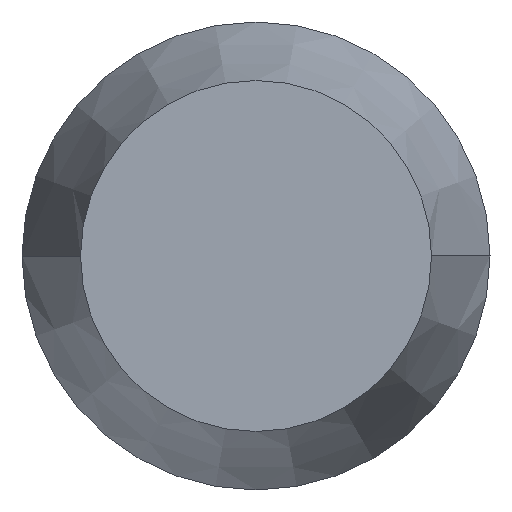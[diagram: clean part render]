
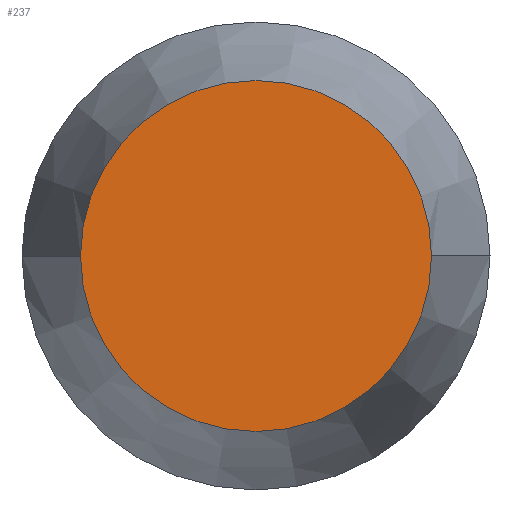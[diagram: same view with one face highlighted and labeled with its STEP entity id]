
A CAD part, front view. The second image highlights one B-rep face of the part: STEP entity #237.
In plain terms, the highlighted planar face has unit normal (0, -1, 0).
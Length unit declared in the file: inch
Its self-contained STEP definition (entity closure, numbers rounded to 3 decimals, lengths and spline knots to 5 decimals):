
#10 = DIRECTION ( 'NONE',  ( 0., -1., 0. ) ) ;
#54 = CIRCLE ( 'NONE', #289, 0.09375 ) ;
#57 = DIRECTION ( 'NONE',  ( 0., 0., -1. ) ) ;
#79 = CIRCLE ( 'NONE', #238, 0.09375 ) ;
#95 = CARTESIAN_POINT ( 'NONE',  ( 0., 0., 0. ) ) ;
#99 = DIRECTION ( 'NONE',  ( 0., 0., -1. ) ) ;
#100 = ORIENTED_EDGE ( 'NONE', *, *, #233, .T. ) ;
#118 = FACE_OUTER_BOUND ( 'NONE', #174, .T. ) ;
#122 = VERTEX_POINT ( 'NONE', #260 ) ;
#139 = CARTESIAN_POINT ( 'NONE',  ( 0., 0., -0.09375 ) ) ;
#150 = CARTESIAN_POINT ( 'NONE',  ( 0., 0., 0. ) ) ;
#174 = EDGE_LOOP ( 'NONE', ( #100, #263 ) ) ;
#177 = CARTESIAN_POINT ( 'NONE',  ( 0., 0., 0. ) ) ;
#182 = VERTEX_POINT ( 'NONE', #139 ) ;
#227 = AXIS2_PLACEMENT_3D ( 'NONE', #95, #10, #57 ) ;
#228 = EDGE_CURVE ( 'NONE', #122, #182, #79, .T. ) ;
#233 = EDGE_CURVE ( 'NONE', #182, #122, #54, .T. ) ;
#236 = DIRECTION ( 'NONE',  ( 0., -1., 0. ) ) ;
#237 = ADVANCED_FACE ( 'NONE', ( #118 ), #240, .T. ) ;
#238 = AXIS2_PLACEMENT_3D ( 'NONE', #150, #236, #324 ) ;
#240 = PLANE ( 'NONE',  #227 ) ;
#260 = CARTESIAN_POINT ( 'NONE',  ( 0., 0., 0.09375 ) ) ;
#263 = ORIENTED_EDGE ( 'NONE', *, *, #228, .T. ) ;
#289 = AXIS2_PLACEMENT_3D ( 'NONE', #177, #300, #99 ) ;
#300 = DIRECTION ( 'NONE',  ( 0., -1., 0. ) ) ;
#324 = DIRECTION ( 'NONE',  ( 0., 0., -1. ) ) ;
